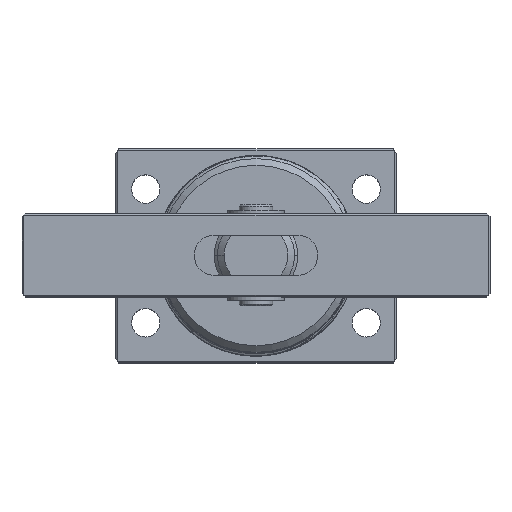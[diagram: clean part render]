
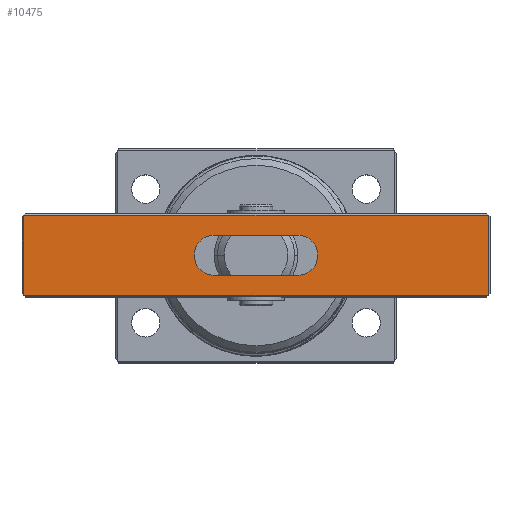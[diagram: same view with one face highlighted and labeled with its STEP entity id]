
A CAD part, top view. The second image highlights one B-rep face of the part: STEP entity #10475.
In plain terms, the highlighted planar face has unit normal (0, 0, 1).
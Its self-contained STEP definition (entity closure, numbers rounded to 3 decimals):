
#1 = ORIENTED_EDGE ( 'NONE', *, *, #75, .T. ) ;
#75 = EDGE_CURVE ( 'NONE', #7028, #6243, #1046, .T. ) ;
#100 = EDGE_CURVE ( 'NONE', #9612, #3648, #7563, .T. ) ;
#251 = VERTEX_POINT ( 'NONE', #10291 ) ;
#694 = EDGE_LOOP ( 'NONE', ( #1, #3269, #5489, #6750 ) ) ;
#1046 = LINE ( 'NONE', #8589, #3147 ) ;
#1049 = DIRECTION ( 'NONE',  ( 0., 0., 1. ) ) ;
#1290 = VECTOR ( 'NONE', #3429, 1000. ) ;
#1564 = CARTESIAN_POINT ( 'NONE',  ( -12.5, -6., 25. ) ) ;
#1625 = EDGE_CURVE ( 'NONE', #2366, #2650, #7534, .T. ) ;
#1715 = CARTESIAN_POINT ( 'NONE',  ( -69.5, -12.5, 25. ) ) ;
#2287 = FACE_OUTER_BOUND ( 'NONE', #694, .T. ) ;
#2358 = EDGE_CURVE ( 'NONE', #6243, #251, #3404, .T. ) ;
#2366 = VERTEX_POINT ( 'NONE', #9539 ) ;
#2440 = DIRECTION ( 'NONE',  ( 1., 0., 0. ) ) ;
#2597 = EDGE_LOOP ( 'NONE', ( #8045, #7347, #6626, #3141, #6576 ) ) ;
#2650 = VERTEX_POINT ( 'NONE', #1564 ) ;
#2993 = CARTESIAN_POINT ( 'NONE',  ( 12.5, 6., 25. ) ) ;
#3141 = ORIENTED_EDGE ( 'NONE', *, *, #5870, .F. ) ;
#3147 = VECTOR ( 'NONE', #10377, 1000. ) ;
#3269 = ORIENTED_EDGE ( 'NONE', *, *, #2358, .T. ) ;
#3338 = CARTESIAN_POINT ( 'NONE',  ( 69.5, 12.5, 25. ) ) ;
#3404 = LINE ( 'NONE', #3338, #5719 ) ;
#3429 = DIRECTION ( 'NONE',  ( -1., 0., 0. ) ) ;
#3608 = DIRECTION ( 'NONE',  ( 0., 0., 1. ) ) ;
#3648 = VERTEX_POINT ( 'NONE', #2993 ) ;
#3672 = LINE ( 'NONE', #8724, #1290 ) ;
#3828 = LINE ( 'NONE', #9393, #8528 ) ;
#4209 = CARTESIAN_POINT ( 'NONE',  ( 12.5, 0., 25. ) ) ;
#4367 = AXIS2_PLACEMENT_3D ( 'NONE', #8894, #3608, #9810 ) ;
#4444 = EDGE_CURVE ( 'NONE', #2650, #9612, #3828, .T. ) ;
#4751 = CARTESIAN_POINT ( 'NONE',  ( -12.5, 6., 25. ) ) ;
#5063 = PLANE ( 'NONE',  #11151 ) ;
#5105 = DIRECTION ( 'NONE',  ( 1., 0., 0. ) ) ;
#5489 = ORIENTED_EDGE ( 'NONE', *, *, #6859, .T. ) ;
#5719 = VECTOR ( 'NONE', #8631, 1000. ) ;
#5870 = EDGE_CURVE ( 'NONE', #3648, #10289, #3672, .T. ) ;
#5946 = CARTESIAN_POINT ( 'NONE',  ( 0., 0., 25. ) ) ;
#6243 = VERTEX_POINT ( 'NONE', #7265 ) ;
#6359 = CARTESIAN_POINT ( 'NONE',  ( -12.5, 0., 25. ) ) ;
#6576 = ORIENTED_EDGE ( 'NONE', *, *, #100, .F. ) ;
#6596 = VERTEX_POINT ( 'NONE', #6720 ) ;
#6626 = ORIENTED_EDGE ( 'NONE', *, *, #7318, .F. ) ;
#6711 = VECTOR ( 'NONE', #8785, 1000. ) ;
#6720 = CARTESIAN_POINT ( 'NONE',  ( -69.5, 12., 25. ) ) ;
#6750 = ORIENTED_EDGE ( 'NONE', *, *, #11405, .T. ) ;
#6859 = EDGE_CURVE ( 'NONE', #251, #6596, #11451, .T. ) ;
#7028 = VERTEX_POINT ( 'NONE', #7206 ) ;
#7189 = AXIS2_PLACEMENT_3D ( 'NONE', #4209, #10414, #5105 ) ;
#7201 = AXIS2_PLACEMENT_3D ( 'NONE', #6359, #1049, #7221 ) ;
#7206 = CARTESIAN_POINT ( 'NONE',  ( -69.5, -12., 25. ) ) ;
#7221 = DIRECTION ( 'NONE',  ( 1., 0., 0. ) ) ;
#7265 = CARTESIAN_POINT ( 'NONE',  ( 69.5, -12., 25. ) ) ;
#7318 = EDGE_CURVE ( 'NONE', #10289, #2366, #11314, .T. ) ;
#7347 = ORIENTED_EDGE ( 'NONE', *, *, #1625, .F. ) ;
#7534 = CIRCLE ( 'NONE', #4367, 6. ) ;
#7563 = CIRCLE ( 'NONE', #7189, 6. ) ;
#7592 = DIRECTION ( 'NONE',  ( 1., 0., 0. ) ) ;
#7736 = DIRECTION ( 'NONE',  ( 0., 0., 1. ) ) ;
#7913 = DIRECTION ( 'NONE',  ( 0., -1., 0. ) ) ;
#8045 = ORIENTED_EDGE ( 'NONE', *, *, #4444, .F. ) ;
#8510 = VECTOR ( 'NONE', #7913, 1000. ) ;
#8528 = VECTOR ( 'NONE', #7592, 1000. ) ;
#8589 = CARTESIAN_POINT ( 'NONE',  ( 70., -12., 25. ) ) ;
#8631 = DIRECTION ( 'NONE',  ( 0., 1., 0. ) ) ;
#8724 = CARTESIAN_POINT ( 'NONE',  ( -12.5, 6., 25. ) ) ;
#8785 = DIRECTION ( 'NONE',  ( -1., 0., 0. ) ) ;
#8894 = CARTESIAN_POINT ( 'NONE',  ( -12.5, 0., 25. ) ) ;
#9079 = FACE_BOUND ( 'NONE', #2597, .T. ) ;
#9393 = CARTESIAN_POINT ( 'NONE',  ( -12.5, -6., 25. ) ) ;
#9424 = CARTESIAN_POINT ( 'NONE',  ( 12.5, -6., 25. ) ) ;
#9539 = CARTESIAN_POINT ( 'NONE',  ( -18.5, 0., 25. ) ) ;
#9612 = VERTEX_POINT ( 'NONE', #9424 ) ;
#9810 = DIRECTION ( 'NONE',  ( 1., 0., 0. ) ) ;
#10289 = VERTEX_POINT ( 'NONE', #4751 ) ;
#10291 = CARTESIAN_POINT ( 'NONE',  ( 69.5, 12., 25. ) ) ;
#10377 = DIRECTION ( 'NONE',  ( 1., 0., 0. ) ) ;
#10414 = DIRECTION ( 'NONE',  ( 0., 0., 1. ) ) ;
#10475 = ADVANCED_FACE ( 'NONE', ( #2287, #9079 ), #5063, .T. ) ;
#10867 = LINE ( 'NONE', #1715, #8510 ) ;
#11151 = AXIS2_PLACEMENT_3D ( 'NONE', #5946, #7736, #2440 ) ;
#11314 = CIRCLE ( 'NONE', #7201, 6. ) ;
#11405 = EDGE_CURVE ( 'NONE', #6596, #7028, #10867, .T. ) ;
#11425 = CARTESIAN_POINT ( 'NONE',  ( -70., 12., 25. ) ) ;
#11451 = LINE ( 'NONE', #11425, #6711 ) ;
